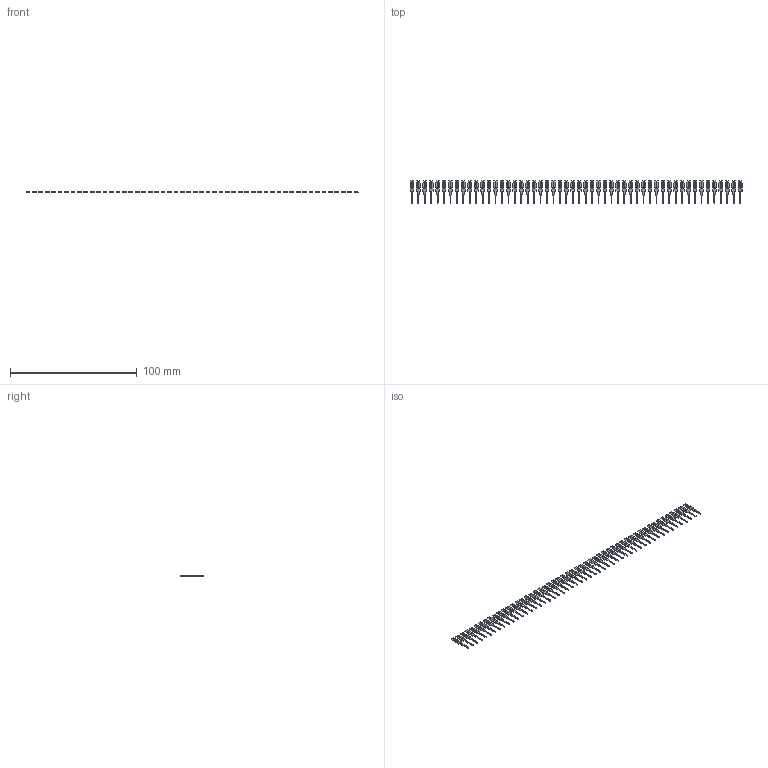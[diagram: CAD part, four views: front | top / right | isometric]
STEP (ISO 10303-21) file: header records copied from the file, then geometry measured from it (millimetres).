
FILE_DESCRIPTION (( 'STEP AP203' ), '1' );
FILE_NAME ('103-052-251-200.STEP', '2020-04-09T21:35:30', ( '' ), ( '' ), 'SwSTEP 2.0', 'SolidWorks 2016', '' );
FILE_SCHEMA (( 'CONFIG_CONTROL_DESIGN' ));
Length unit declared in the file: inch
Products named in the file (2): 103-052-251-200; 100-290-001_100-290-251
Assembly tree (52 placements, depth 2):
  103-052-251-200
    100-290-001_100-290-251  x52
Bounding box: 262 x 17.91 x 0.66 mm (x, y, z)
Volume: 950.7 mm3; surface area: 4673.1 mm2
Topology: 52 solids, 52 shells, 1456 faces, 4056 edges, 2704 vertices
Faces by surface type: plane 1144, cylinder 312
Entity records: 2726 total; most frequent: DIRECTION 252, CARTESIAN_POINT 225, ORIENTED_EDGE 156, CALENDAR_DATE 114, LOCAL_TIME 114, DATE_AND_TIME 114, COORDINATED_UNIVERSAL_TIME_OFFSET 114, AXIS2_PLACEMENT_3D 95
